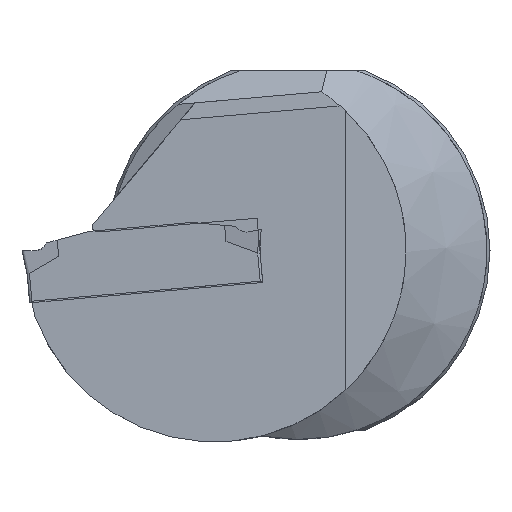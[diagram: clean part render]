
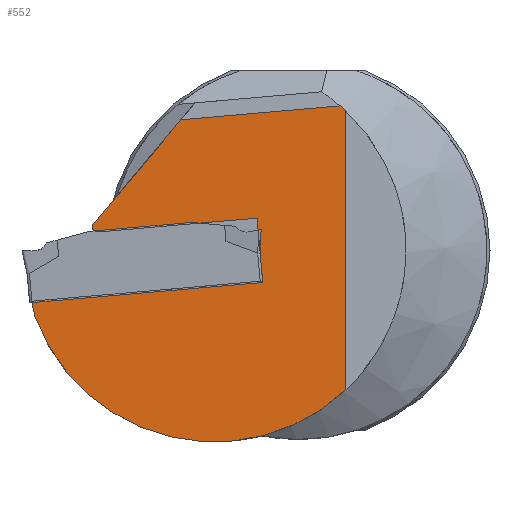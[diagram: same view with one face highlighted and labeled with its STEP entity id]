
A CAD part, left-side view. The second image highlights one B-rep face of the part: STEP entity #552.
In plain terms, the highlighted planar face has unit normal (-1, 0, 0).
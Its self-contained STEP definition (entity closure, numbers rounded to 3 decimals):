
#507=CIRCLE('',#1573,15.95);
#508=CIRCLE('',#1574,15.95);
#509=CIRCLE('',#1575,0.5);
#552=ADVANCED_FACE('',(#648),#600,.T.);
#600=PLANE('',#1576);
#648=FACE_OUTER_BOUND('',#705,.T.);
#705=EDGE_LOOP('',(#928,#929,#930,#931,#932,#933,#934,#935,#936,#937));
#928=ORIENTED_EDGE('',*,*,#1259,.T.);
#929=ORIENTED_EDGE('',*,*,#1260,.T.);
#930=ORIENTED_EDGE('',*,*,#1261,.F.);
#931=ORIENTED_EDGE('',*,*,#1262,.F.);
#932=ORIENTED_EDGE('',*,*,#1263,.F.);
#933=ORIENTED_EDGE('',*,*,#1264,.F.);
#934=ORIENTED_EDGE('',*,*,#1265,.T.);
#935=ORIENTED_EDGE('',*,*,#1266,.T.);
#936=ORIENTED_EDGE('',*,*,#1267,.T.);
#937=ORIENTED_EDGE('',*,*,#1268,.T.);
#1128=VERTEX_POINT('',#2163);
#1129=VERTEX_POINT('',#2164);
#1130=VERTEX_POINT('',#2166);
#1131=VERTEX_POINT('',#2168);
#1132=VERTEX_POINT('',#2170);
#1133=VERTEX_POINT('',#2172);
#1134=VERTEX_POINT('',#2174);
#1135=VERTEX_POINT('',#2176);
#1136=VERTEX_POINT('',#2178);
#1137=VERTEX_POINT('',#2180);
#1259=EDGE_CURVE('',#1128,#1129,#1387,.T.);
#1260=EDGE_CURVE('',#1129,#1130,#1388,.T.);
#1261=EDGE_CURVE('',#1131,#1130,#507,.T.);
#1262=EDGE_CURVE('',#1132,#1131,#1389,.T.);
#1263=EDGE_CURVE('',#1133,#1132,#508,.T.);
#1264=EDGE_CURVE('',#1134,#1133,#1390,.T.);
#1265=EDGE_CURVE('',#1134,#1135,#1391,.T.);
#1266=EDGE_CURVE('',#1135,#1136,#509,.T.);
#1267=EDGE_CURVE('',#1136,#1137,#1392,.T.);
#1268=EDGE_CURVE('',#1137,#1128,#1393,.T.);
#1387=LINE('',#2162,#1483);
#1388=LINE('',#2165,#1484);
#1389=LINE('',#2169,#1485);
#1390=LINE('',#2173,#1486);
#1391=LINE('',#2175,#1487);
#1392=LINE('',#2179,#1488);
#1393=LINE('',#2181,#1489);
#1483=VECTOR('',#1794,1.);
#1484=VECTOR('',#1795,1.);
#1485=VECTOR('',#1798,1.);
#1486=VECTOR('',#1801,1.);
#1487=VECTOR('',#1802,1.);
#1488=VECTOR('',#1805,1.);
#1489=VECTOR('',#1806,1.);
#1573=AXIS2_PLACEMENT_3D('',#2167,#1796,#1797);
#1574=AXIS2_PLACEMENT_3D('',#2171,#1799,#1800);
#1575=AXIS2_PLACEMENT_3D('',#2177,#1803,#1804);
#1576=AXIS2_PLACEMENT_3D('',#2182,#1807,#1808);
#1794=DIRECTION('',(0.,0.996,-0.087));
#1795=DIRECTION('',(0.,-0.208,-0.978));
#1796=DIRECTION('',(1.,0.,0.));
#1797=DIRECTION('',(0.,0.,1.));
#1798=DIRECTION('',(0.,0.,-1.));
#1799=DIRECTION('',(1.,0.,0.));
#1800=DIRECTION('',(0.,0.,1.));
#1801=DIRECTION('',(0.,-0.996,0.087));
#1802=DIRECTION('',(0.,0.643,-0.766));
#1803=DIRECTION('',(-1.,0.,0.));
#1804=DIRECTION('',(0.,1.,0.));
#1805=DIRECTION('',(0.,-0.996,0.087));
#1806=DIRECTION('',(0.,-0.087,-0.996));
#1807=DIRECTION('',(-1.,0.,0.));
#1808=DIRECTION('',(0.,0.,1.));
#2162=CARTESIAN_POINT('',(0.2,22.599,-4.261));
#2163=CARTESIAN_POINT('',(0.2,2.952,-2.542));
#2164=CARTESIAN_POINT('',(0.2,22.193,-4.226));
#2165=CARTESIAN_POINT('',(0.2,22.093,-4.696));
#2166=CARTESIAN_POINT('',(0.2,21.924,-5.495));
#2167=CARTESIAN_POINT('',(0.2,6.95,0.));
#2168=CARTESIAN_POINT('',(0.2,-4.,-11.597));
#2169=CARTESIAN_POINT('',(0.2,-4.,402.073));
#2170=CARTESIAN_POINT('',(0.2,-4.,11.597));
#2171=CARTESIAN_POINT('',(0.2,6.95,0.));
#2172=CARTESIAN_POINT('',(0.2,-3.5,12.05));
#2173=CARTESIAN_POINT('',(0.2,1.02,11.654));
#2174=CARTESIAN_POINT('',(0.2,9.754,10.89));
#2175=CARTESIAN_POINT('',(0.2,11.086,9.303));
#2176=CARTESIAN_POINT('',(0.2,17.157,2.068));
#2177=CARTESIAN_POINT('',(0.2,16.658,2.041));
#2178=CARTESIAN_POINT('',(0.2,16.614,1.542));
#2179=CARTESIAN_POINT('',(0.2,7.873,2.307));
#2180=CARTESIAN_POINT('',(0.2,3.411,2.698));
#2181=CARTESIAN_POINT('',(0.2,3.049,-1.44));
#2182=CARTESIAN_POINT('',(0.2,0.,0.));
